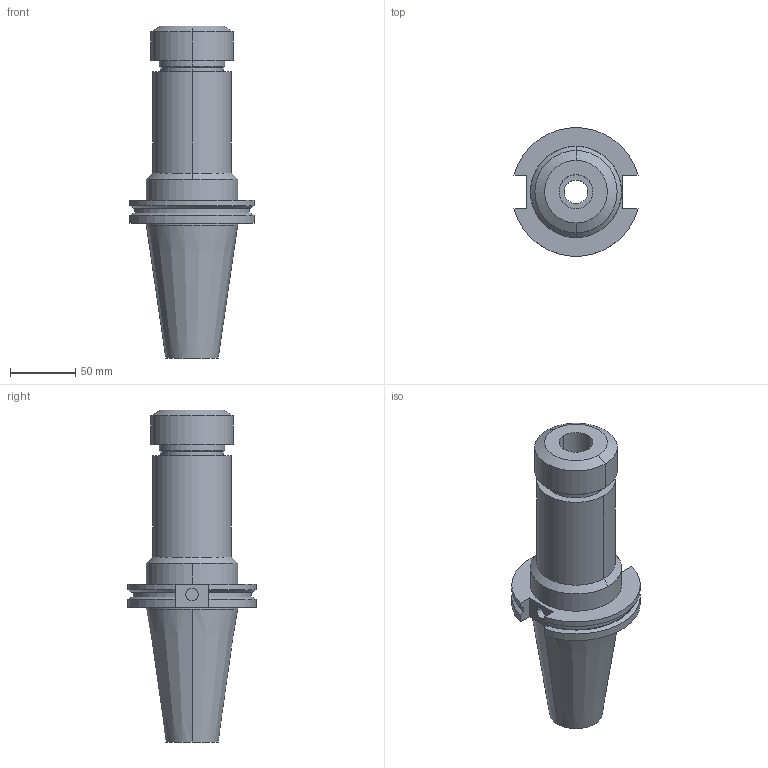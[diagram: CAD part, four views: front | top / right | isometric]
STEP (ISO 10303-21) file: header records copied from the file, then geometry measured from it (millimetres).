
FILE_DESCRIPTION (( 'STEP AP203' ), '1' );
FILE_NAME ('STP-47.122.40.600.STEP', '2020-07-01T01:24:32', ( '' ), ( '' ), 'SwSTEP 2.0', 'SolidWorks 2017', '' );
FILE_SCHEMA (( 'CONFIG_CONTROL_DESIGN' ));
Length unit declared in the file: millimetre
Products named in the file (1): STP-47.122.40.600
Bounding box: 94.95 x 98.05 x 254 mm (x, y, z)
Volume: 671034.9 mm3; surface area: 80033.6 mm2
Topology: 1 solids, 1 shells, 68 faces, 154 edges, 96 vertices
Faces by surface type: cylinder 30, plane 20, cone 18
Entity records: 1999 total; most frequent: DIRECTION 356, CARTESIAN_POINT 343, ORIENTED_EDGE 308, EDGE_CURVE 154, AXIS2_PLACEMENT_3D 141, VERTEX_POINT 96, EDGE_LOOP 78, LINE 74
